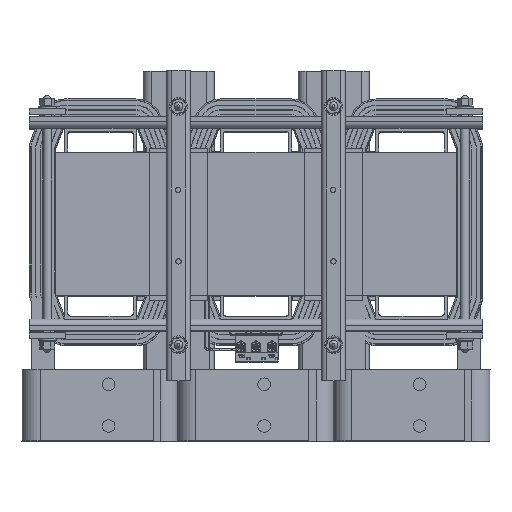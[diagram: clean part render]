
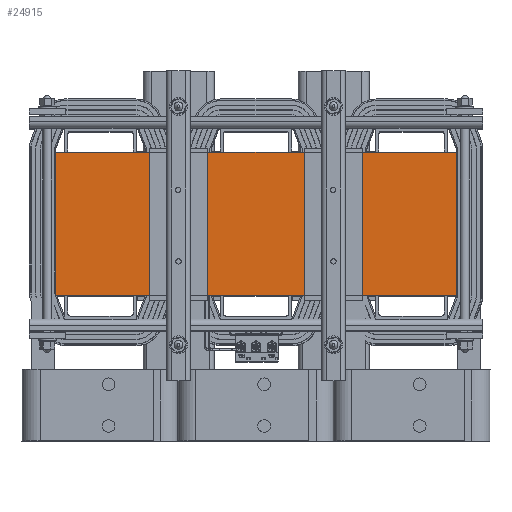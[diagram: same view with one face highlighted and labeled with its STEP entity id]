
A CAD part, top view. The second image highlights one B-rep face of the part: STEP entity #24915.
In plain terms, the highlighted face is planar.
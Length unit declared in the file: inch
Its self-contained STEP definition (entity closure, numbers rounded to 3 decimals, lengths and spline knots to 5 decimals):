
#3801=FACE_OUTER_BOUND('',#5235,.T.);
#5235=EDGE_LOOP('',(#22793,#22794,#22795,#22796));
#7569=LINE('',#45931,#9922);
#7574=LINE('',#45940,#9927);
#7578=LINE('',#45948,#9931);
#7579=LINE('',#45950,#9932);
#9922=VECTOR('',#33659,0.3937);
#9927=VECTOR('',#33666,0.3937);
#9931=VECTOR('',#33674,0.3937);
#9932=VECTOR('',#33677,0.3937);
#12250=VERTEX_POINT('',#45927);
#12252=VERTEX_POINT('',#45930);
#12254=VERTEX_POINT('',#45936);
#12257=VERTEX_POINT('',#45946);
#15766=EDGE_CURVE('',#12252,#12250,#7569,.T.);
#15771=EDGE_CURVE('',#12254,#12252,#7574,.T.);
#15775=EDGE_CURVE('',#12250,#12257,#7578,.T.);
#15776=EDGE_CURVE('',#12257,#12254,#7579,.T.);
#22793=ORIENTED_EDGE('',*,*,#15776,.T.);
#22794=ORIENTED_EDGE('',*,*,#15771,.T.);
#22795=ORIENTED_EDGE('',*,*,#15766,.T.);
#22796=ORIENTED_EDGE('',*,*,#15775,.T.);
#23618=PLANE('',#27467);
#24915=ADVANCED_FACE('',(#3801),#23618,.T.);
#27467=AXIS2_PLACEMENT_3D('',#45949,#33675,#33676);
#33659=DIRECTION('',(1.,0.,0.));
#33666=DIRECTION('',(0.,0.,-1.));
#33674=DIRECTION('',(0.,0.,1.));
#33675=DIRECTION('center_axis',(0.,-1.,0.));
#33676=DIRECTION('ref_axis',(0.,0.,-1.));
#33677=DIRECTION('',(-1.,0.,0.));
#45927=CARTESIAN_POINT('',(5.28343,-2.57878,-8.4));
#45930=CARTESIAN_POINT('',(-0.71657,-2.57878,-8.4));
#45931=CARTESIAN_POINT('',(5.28343,-2.57878,-8.4));
#45936=CARTESIAN_POINT('',(-0.71657,-2.57878,8.4));
#45940=CARTESIAN_POINT('',(-0.71657,-2.57878,0.));
#45946=CARTESIAN_POINT('',(5.28343,-2.57878,8.4));
#45948=CARTESIAN_POINT('',(5.28343,-2.57878,0.));
#45949=CARTESIAN_POINT('Origin',(5.28343,-2.57878,0.));
#45950=CARTESIAN_POINT('',(5.28343,-2.57878,8.4));
